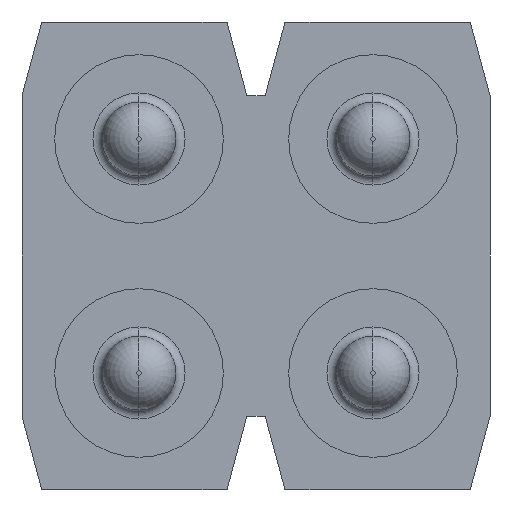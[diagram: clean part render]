
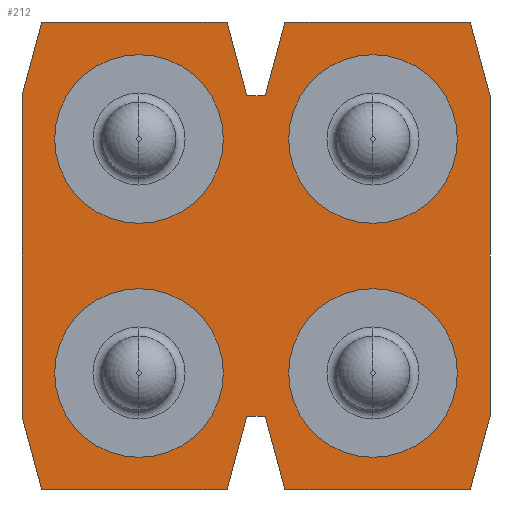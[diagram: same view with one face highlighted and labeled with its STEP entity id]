
A CAD part, front view. The second image highlights one B-rep face of the part: STEP entity #212.
In plain terms, the highlighted planar face has unit normal (0, -1, 0).
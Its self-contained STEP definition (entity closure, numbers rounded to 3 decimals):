
#212=ADVANCED_FACE('',(#476,#477,#478,#479,#480),#481,.F.);
#476=FACE_BOUND('',#784,.T.);
#477=FACE_BOUND('',#785,.T.);
#478=FACE_BOUND('',#786,.T.);
#479=FACE_BOUND('',#787,.T.);
#480=FACE_OUTER_BOUND('',#788,.T.);
#481=PLANE('',#789);
#784=EDGE_LOOP('',(#1653,#1654));
#785=EDGE_LOOP('',(#1655,#1656));
#786=EDGE_LOOP('',(#1657,#1658));
#787=EDGE_LOOP('',(#1659,#1660));
#788=EDGE_LOOP('',(#1661,#1662,#1663,#1664,#1665,#1666,#1667,#1668,#1669,#1670,#1671,#1672,#1673,#1674,#1675,#1676));
#789=AXIS2_PLACEMENT_3D('',#1677,#1678,#1679);
#1653=ORIENTED_EDGE('',*,*,#2080,.T.);
#1654=ORIENTED_EDGE('',*,*,#2007,.T.);
#1655=ORIENTED_EDGE('',*,*,#2089,.T.);
#1656=ORIENTED_EDGE('',*,*,#1984,.T.);
#1657=ORIENTED_EDGE('',*,*,#2098,.T.);
#1658=ORIENTED_EDGE('',*,*,#1961,.T.);
#1659=ORIENTED_EDGE('',*,*,#2107,.T.);
#1660=ORIENTED_EDGE('',*,*,#1938,.T.);
#1661=ORIENTED_EDGE('',*,*,#2151,.T.);
#1662=ORIENTED_EDGE('',*,*,#2119,.F.);
#1663=ORIENTED_EDGE('',*,*,#2126,.T.);
#1664=ORIENTED_EDGE('',*,*,#2129,.T.);
#1665=ORIENTED_EDGE('',*,*,#2132,.T.);
#1666=ORIENTED_EDGE('',*,*,#2135,.T.);
#1667=ORIENTED_EDGE('',*,*,#2138,.T.);
#1668=ORIENTED_EDGE('',*,*,#2141,.T.);
#1669=ORIENTED_EDGE('',*,*,#2143,.T.);
#1670=ORIENTED_EDGE('',*,*,#2121,.T.);
#1671=ORIENTED_EDGE('',*,*,#2154,.T.);
#1672=ORIENTED_EDGE('',*,*,#2156,.T.);
#1673=ORIENTED_EDGE('',*,*,#2158,.T.);
#1674=ORIENTED_EDGE('',*,*,#2160,.T.);
#1675=ORIENTED_EDGE('',*,*,#2162,.T.);
#1676=ORIENTED_EDGE('',*,*,#2163,.T.);
#1677=CARTESIAN_POINT('',(-1.32,0.,0.));
#1678=DIRECTION('',(-0.0,1.0,0.));
#1679=DIRECTION('',(1.0,0.0,0.0));
#1938=EDGE_CURVE('',#2265,#2269,#2271,.T.);
#1961=EDGE_CURVE('',#2309,#2313,#2315,.T.);
#1984=EDGE_CURVE('',#2353,#2357,#2359,.T.);
#2007=EDGE_CURVE('',#2397,#2401,#2403,.T.);
#2080=EDGE_CURVE('',#2401,#2397,#2520,.T.);
#2089=EDGE_CURVE('',#2357,#2353,#2530,.T.);
#2098=EDGE_CURVE('',#2313,#2309,#2540,.T.);
#2107=EDGE_CURVE('',#2269,#2265,#2550,.T.);
#2119=EDGE_CURVE('',#2565,#2560,#2567,.T.);
#2121=EDGE_CURVE('',#2571,#2568,#2572,.T.);
#2126=EDGE_CURVE('',#2565,#2578,#2580,.T.);
#2129=EDGE_CURVE('',#2578,#2583,#2585,.T.);
#2132=EDGE_CURVE('',#2583,#2588,#2590,.T.);
#2135=EDGE_CURVE('',#2588,#2593,#2595,.T.);
#2138=EDGE_CURVE('',#2593,#2598,#2600,.T.);
#2141=EDGE_CURVE('',#2598,#2603,#2605,.T.);
#2143=EDGE_CURVE('',#2603,#2571,#2607,.T.);
#2151=EDGE_CURVE('',#2621,#2560,#2622,.T.);
#2154=EDGE_CURVE('',#2568,#2624,#2626,.T.);
#2156=EDGE_CURVE('',#2624,#2627,#2629,.T.);
#2158=EDGE_CURVE('',#2627,#2630,#2632,.T.);
#2160=EDGE_CURVE('',#2630,#2633,#2635,.T.);
#2162=EDGE_CURVE('',#2633,#2636,#2638,.T.);
#2163=EDGE_CURVE('',#2636,#2621,#2639,.T.);
#2265=VERTEX_POINT('',#2785);
#2269=VERTEX_POINT('',#2790);
#2271=CIRCLE('',#2793,0.915);
#2309=VERTEX_POINT('',#2835);
#2313=VERTEX_POINT('',#2840);
#2315=CIRCLE('',#2843,0.915);
#2353=VERTEX_POINT('',#2885);
#2357=VERTEX_POINT('',#2890);
#2359=CIRCLE('',#2893,0.915);
#2397=VERTEX_POINT('',#2935);
#2401=VERTEX_POINT('',#2940);
#2403=CIRCLE('',#2943,0.915);
#2520=CIRCLE('',#3092,0.915);
#2530=CIRCLE('',#3102,0.915);
#2540=CIRCLE('',#3112,0.915);
#2550=CIRCLE('',#3122,0.915);
#2560=VERTEX_POINT('',#3132);
#2565=VERTEX_POINT('',#3139);
#2567=LINE('',#3142,#3143);
#2568=VERTEX_POINT('',#3144);
#2571=VERTEX_POINT('',#3148);
#2572=LINE('',#3149,#3150);
#2578=VERTEX_POINT('',#3159);
#2580=LINE('',#3162,#3163);
#2583=VERTEX_POINT('',#3167);
#2585=LINE('',#3170,#3171);
#2588=VERTEX_POINT('',#3175);
#2590=LINE('',#3178,#3179);
#2593=VERTEX_POINT('',#3183);
#2595=LINE('',#3186,#3187);
#2598=VERTEX_POINT('',#3191);
#2600=LINE('',#3194,#3195);
#2603=VERTEX_POINT('',#3199);
#2605=LINE('',#3202,#3203);
#2607=LINE('',#3206,#3207);
#2621=VERTEX_POINT('',#3228);
#2622=LINE('',#3229,#3230);
#2624=VERTEX_POINT('',#3233);
#2626=LINE('',#3236,#3237);
#2627=VERTEX_POINT('',#3238);
#2629=LINE('',#3241,#3242);
#2630=VERTEX_POINT('',#3243);
#2632=LINE('',#3246,#3247);
#2633=VERTEX_POINT('',#3248);
#2635=LINE('',#3251,#3252);
#2636=VERTEX_POINT('',#3253);
#2638=LINE('',#3256,#3257);
#2639=LINE('',#3258,#3259);
#2785=CARTESIAN_POINT('',(-0.355,0.,-1.27));
#2790=CARTESIAN_POINT('',(-2.185,0.,-1.27));
#2793=AXIS2_PLACEMENT_3D('',#3442,#3443,#3444);
#2835=CARTESIAN_POINT('',(-0.355,0.,1.27));
#2840=CARTESIAN_POINT('',(-2.185,0.,1.27));
#2843=AXIS2_PLACEMENT_3D('',#3499,#3500,#3501);
#2885=CARTESIAN_POINT('',(2.185,0.,-1.27));
#2890=CARTESIAN_POINT('',(0.355,0.,-1.27));
#2893=AXIS2_PLACEMENT_3D('',#3556,#3557,#3558);
#2935=CARTESIAN_POINT('',(2.185,0.,1.27));
#2940=CARTESIAN_POINT('',(0.355,0.,1.27));
#2943=AXIS2_PLACEMENT_3D('',#3613,#3614,#3615);
#3092=AXIS2_PLACEMENT_3D('',#3768,#3769,#3770);
#3102=AXIS2_PLACEMENT_3D('',#3795,#3796,#3797);
#3112=AXIS2_PLACEMENT_3D('',#3822,#3823,#3824);
#3122=AXIS2_PLACEMENT_3D('',#3849,#3850,#3851);
#3132=CARTESIAN_POINT('',(-0.1,0.,-1.74));
#3139=CARTESIAN_POINT('',(0.1,0.,-1.74));
#3142=CARTESIAN_POINT('',(0.1,0.,-1.74));
#3143=VECTOR('',#3879,1.0);
#3144=CARTESIAN_POINT('',(-0.1,0.,1.74));
#3148=CARTESIAN_POINT('',(0.1,0.,1.74));
#3149=CARTESIAN_POINT('',(0.1,0.,1.74));
#3150=VECTOR('',#3881,1.0);
#3159=CARTESIAN_POINT('',(0.314,0.,-2.54));
#3162=CARTESIAN_POINT('',(0.1,0.,-1.74));
#3163=VECTOR('',#3886,1.0);
#3167=CARTESIAN_POINT('',(2.326,0.,-2.54));
#3170=CARTESIAN_POINT('',(0.314,0.,-2.54));
#3171=VECTOR('',#3889,1.0);
#3175=CARTESIAN_POINT('',(2.54,0.,-1.74));
#3178=CARTESIAN_POINT('',(2.326,0.,-2.54));
#3179=VECTOR('',#3892,1.0);
#3183=CARTESIAN_POINT('',(2.54,0.,1.74));
#3186=CARTESIAN_POINT('',(2.54,0.,-1.74));
#3187=VECTOR('',#3895,1.0);
#3191=CARTESIAN_POINT('',(2.326,0.,2.54));
#3194=CARTESIAN_POINT('',(2.54,0.,1.74));
#3195=VECTOR('',#3898,1.0);
#3199=CARTESIAN_POINT('',(0.314,0.,2.54));
#3202=CARTESIAN_POINT('',(2.326,0.,2.54));
#3203=VECTOR('',#3901,1.0);
#3206=CARTESIAN_POINT('',(0.314,0.,2.54));
#3207=VECTOR('',#3903,1.0);
#3228=CARTESIAN_POINT('',(-0.314,0.,-2.54));
#3229=CARTESIAN_POINT('',(-0.314,0.,-2.54));
#3230=VECTOR('',#3911,1.0);
#3233=CARTESIAN_POINT('',(-0.314,0.,2.54));
#3236=CARTESIAN_POINT('',(-0.1,0.,1.74));
#3237=VECTOR('',#3914,1.0);
#3238=CARTESIAN_POINT('',(-2.326,0.,2.54));
#3241=CARTESIAN_POINT('',(-0.314,0.,2.54));
#3242=VECTOR('',#3916,1.0);
#3243=CARTESIAN_POINT('',(-2.54,0.,1.74));
#3246=CARTESIAN_POINT('',(-2.326,0.,2.54));
#3247=VECTOR('',#3918,1.0);
#3248=CARTESIAN_POINT('',(-2.54,0.,-1.74));
#3251=CARTESIAN_POINT('',(-2.54,0.,1.74));
#3252=VECTOR('',#3920,1.0);
#3253=CARTESIAN_POINT('',(-2.326,0.,-2.54));
#3256=CARTESIAN_POINT('',(-2.54,0.,-1.74));
#3257=VECTOR('',#3922,1.0);
#3258=CARTESIAN_POINT('',(-2.326,0.,-2.54));
#3259=VECTOR('',#3923,1.0);
#3442=CARTESIAN_POINT('',(-1.27,0.0,-1.27));
#3443=DIRECTION('',(-0.0,1.0,0.));
#3444=DIRECTION('',(1.0,0.0,0.0));
#3499=CARTESIAN_POINT('',(-1.27,0.0,1.27));
#3500=DIRECTION('',(-0.0,1.0,0.));
#3501=DIRECTION('',(1.0,0.0,0.0));
#3556=CARTESIAN_POINT('',(1.27,0.0,-1.27));
#3557=DIRECTION('',(-0.0,1.0,0.));
#3558=DIRECTION('',(1.0,0.0,0.0));
#3613=CARTESIAN_POINT('',(1.27,0.0,1.27));
#3614=DIRECTION('',(-0.0,1.0,0.));
#3615=DIRECTION('',(1.0,0.0,0.0));
#3768=CARTESIAN_POINT('',(1.27,0.0,1.27));
#3769=DIRECTION('',(-0.0,1.0,0.));
#3770=DIRECTION('',(1.0,0.0,0.0));
#3795=CARTESIAN_POINT('',(1.27,0.0,-1.27));
#3796=DIRECTION('',(-0.0,1.0,0.));
#3797=DIRECTION('',(1.0,0.0,0.0));
#3822=CARTESIAN_POINT('',(-1.27,0.0,1.27));
#3823=DIRECTION('',(-0.0,1.0,0.));
#3824=DIRECTION('',(1.0,0.0,0.0));
#3849=CARTESIAN_POINT('',(-1.27,0.0,-1.27));
#3850=DIRECTION('',(-0.0,1.0,0.));
#3851=DIRECTION('',(1.0,0.0,0.0));
#3879=DIRECTION('',(-1.0,0.0,0.0));
#3881=DIRECTION('',(-1.0,0.0,0.0));
#3886=DIRECTION('',(0.259,0.,-0.966));
#3889=DIRECTION('',(1.0,0.0,0.0));
#3892=DIRECTION('',(0.259,0.,0.966));
#3895=DIRECTION('',(0.0,0.,1.0));
#3898=DIRECTION('',(-0.259,0.,0.966));
#3901=DIRECTION('',(-1.0,0.0,0.0));
#3903=DIRECTION('',(-0.259,0.,-0.966));
#3911=DIRECTION('',(0.259,0.,0.966));
#3914=DIRECTION('',(-0.259,0.,0.966));
#3916=DIRECTION('',(-1.0,0.0,0.0));
#3918=DIRECTION('',(-0.259,0.,-0.966));
#3920=DIRECTION('',(0.0,0.,-1.0));
#3922=DIRECTION('',(0.259,0.,-0.966));
#3923=DIRECTION('',(1.0,0.0,0.0));
